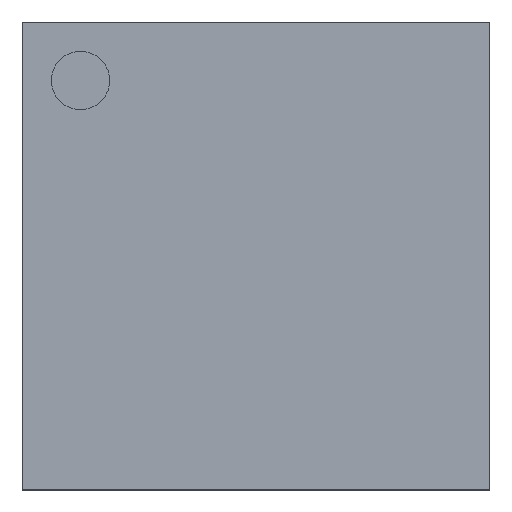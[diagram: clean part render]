
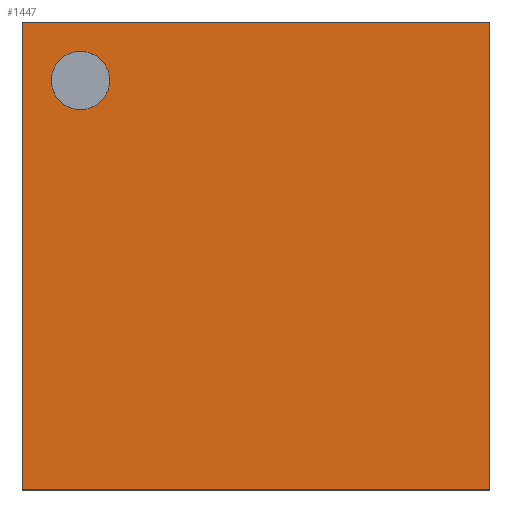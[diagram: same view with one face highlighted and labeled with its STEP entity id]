
A CAD part, top view. The second image highlights one B-rep face of the part: STEP entity #1447.
In plain terms, the highlighted planar face has unit normal (0, 0, 1).
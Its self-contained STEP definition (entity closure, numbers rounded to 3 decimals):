
#1258 = VERTEX_POINT('',#1259);
#1259 = CARTESIAN_POINT('',(-4.,-4.,1.1));
#1266 = PLANE('',#1267);
#1267 = AXIS2_PLACEMENT_3D('',#1268,#1269,#1270);
#1268 = CARTESIAN_POINT('',(-4.,-4.,0.4));
#1269 = DIRECTION('',(1.,0.,0.));
#1270 = DIRECTION('',(0.,0.,1.));
#1278 = PLANE('',#1279);
#1279 = AXIS2_PLACEMENT_3D('',#1280,#1281,#1282);
#1280 = CARTESIAN_POINT('',(-4.,-4.,0.4));
#1281 = DIRECTION('',(0.,1.,0.));
#1282 = DIRECTION('',(0.,0.,1.));
#1319 = VERTEX_POINT('',#1320);
#1320 = CARTESIAN_POINT('',(-4.,4.,1.1));
#1334 = PLANE('',#1335);
#1335 = AXIS2_PLACEMENT_3D('',#1336,#1337,#1338);
#1336 = CARTESIAN_POINT('',(-4.,4.,0.4));
#1337 = DIRECTION('',(0.,1.,0.));
#1338 = DIRECTION('',(0.,0.,1.));
#1346 = EDGE_CURVE('',#1258,#1319,#1347,.T.);
#1347 = SURFACE_CURVE('',#1348,(#1352,#1359),.PCURVE_S1.);
#1348 = LINE('',#1349,#1350);
#1349 = CARTESIAN_POINT('',(-4.,-4.,1.1));
#1350 = VECTOR('',#1351,1.);
#1351 = DIRECTION('',(0.,1.,0.));
#1352 = PCURVE('',#1266,#1353);
#1353 = DEFINITIONAL_REPRESENTATION('',(#1354),#1358);
#1354 = LINE('',#1355,#1356);
#1355 = CARTESIAN_POINT('',(0.7,0.));
#1356 = VECTOR('',#1357,1.);
#1357 = DIRECTION('',(0.,-1.));
#1358 = ( GEOMETRIC_REPRESENTATION_CONTEXT(2) 
PARAMETRIC_REPRESENTATION_CONTEXT() REPRESENTATION_CONTEXT('2D SPACE',''
  ) );
#1359 = PCURVE('',#1360,#1365);
#1360 = PLANE('',#1361);
#1361 = AXIS2_PLACEMENT_3D('',#1362,#1363,#1364);
#1362 = CARTESIAN_POINT('',(-4.,-4.,1.1));
#1363 = DIRECTION('',(0.,0.,1.));
#1364 = DIRECTION('',(1.,0.,0.));
#1365 = DEFINITIONAL_REPRESENTATION('',(#1366),#1370);
#1366 = LINE('',#1367,#1368);
#1367 = CARTESIAN_POINT('',(0.,0.));
#1368 = VECTOR('',#1369,1.);
#1369 = DIRECTION('',(0.,1.));
#1370 = ( GEOMETRIC_REPRESENTATION_CONTEXT(2) 
PARAMETRIC_REPRESENTATION_CONTEXT() REPRESENTATION_CONTEXT('2D SPACE',''
  ) );
#1399 = EDGE_CURVE('',#1258,#1400,#1402,.T.);
#1400 = VERTEX_POINT('',#1401);
#1401 = CARTESIAN_POINT('',(4.,-4.,1.1));
#1402 = SURFACE_CURVE('',#1403,(#1407,#1414),.PCURVE_S1.);
#1403 = LINE('',#1404,#1405);
#1404 = CARTESIAN_POINT('',(-4.,-4.,1.1));
#1405 = VECTOR('',#1406,1.);
#1406 = DIRECTION('',(1.,0.,0.));
#1407 = PCURVE('',#1278,#1408);
#1408 = DEFINITIONAL_REPRESENTATION('',(#1409),#1413);
#1409 = LINE('',#1410,#1411);
#1410 = CARTESIAN_POINT('',(0.7,0.));
#1411 = VECTOR('',#1412,1.);
#1412 = DIRECTION('',(0.,1.));
#1413 = ( GEOMETRIC_REPRESENTATION_CONTEXT(2) 
PARAMETRIC_REPRESENTATION_CONTEXT() REPRESENTATION_CONTEXT('2D SPACE',''
  ) );
#1414 = PCURVE('',#1360,#1415);
#1415 = DEFINITIONAL_REPRESENTATION('',(#1416),#1420);
#1416 = LINE('',#1417,#1418);
#1417 = CARTESIAN_POINT('',(0.,0.));
#1418 = VECTOR('',#1419,1.);
#1419 = DIRECTION('',(1.,0.));
#1420 = ( GEOMETRIC_REPRESENTATION_CONTEXT(2) 
PARAMETRIC_REPRESENTATION_CONTEXT() REPRESENTATION_CONTEXT('2D SPACE',''
  ) );
#1436 = PLANE('',#1437);
#1437 = AXIS2_PLACEMENT_3D('',#1438,#1439,#1440);
#1438 = CARTESIAN_POINT('',(4.,-4.,0.4));
#1439 = DIRECTION('',(1.,0.,0.));
#1440 = DIRECTION('',(0.,0.,1.));
#1447 = ADVANCED_FACE('',(#1448,#1496),#1360,.T.);
#1448 = FACE_BOUND('',#1449,.T.);
#1449 = EDGE_LOOP('',(#1450,#1451,#1452,#1475));
#1450 = ORIENTED_EDGE('',*,*,#1346,.F.);
#1451 = ORIENTED_EDGE('',*,*,#1399,.T.);
#1452 = ORIENTED_EDGE('',*,*,#1453,.T.);
#1453 = EDGE_CURVE('',#1400,#1454,#1456,.T.);
#1454 = VERTEX_POINT('',#1455);
#1455 = CARTESIAN_POINT('',(4.,4.,1.1));
#1456 = SURFACE_CURVE('',#1457,(#1461,#1468),.PCURVE_S1.);
#1457 = LINE('',#1458,#1459);
#1458 = CARTESIAN_POINT('',(4.,-4.,1.1));
#1459 = VECTOR('',#1460,1.);
#1460 = DIRECTION('',(0.,1.,0.));
#1461 = PCURVE('',#1360,#1462);
#1462 = DEFINITIONAL_REPRESENTATION('',(#1463),#1467);
#1463 = LINE('',#1464,#1465);
#1464 = CARTESIAN_POINT('',(8.,0.));
#1465 = VECTOR('',#1466,1.);
#1466 = DIRECTION('',(0.,1.));
#1467 = ( GEOMETRIC_REPRESENTATION_CONTEXT(2) 
PARAMETRIC_REPRESENTATION_CONTEXT() REPRESENTATION_CONTEXT('2D SPACE',''
  ) );
#1468 = PCURVE('',#1436,#1469);
#1469 = DEFINITIONAL_REPRESENTATION('',(#1470),#1474);
#1470 = LINE('',#1471,#1472);
#1471 = CARTESIAN_POINT('',(0.7,0.));
#1472 = VECTOR('',#1473,1.);
#1473 = DIRECTION('',(0.,-1.));
#1474 = ( GEOMETRIC_REPRESENTATION_CONTEXT(2) 
PARAMETRIC_REPRESENTATION_CONTEXT() REPRESENTATION_CONTEXT('2D SPACE',''
  ) );
#1475 = ORIENTED_EDGE('',*,*,#1476,.F.);
#1476 = EDGE_CURVE('',#1319,#1454,#1477,.T.);
#1477 = SURFACE_CURVE('',#1478,(#1482,#1489),.PCURVE_S1.);
#1478 = LINE('',#1479,#1480);
#1479 = CARTESIAN_POINT('',(-4.,4.,1.1));
#1480 = VECTOR('',#1481,1.);
#1481 = DIRECTION('',(1.,0.,0.));
#1482 = PCURVE('',#1360,#1483);
#1483 = DEFINITIONAL_REPRESENTATION('',(#1484),#1488);
#1484 = LINE('',#1485,#1486);
#1485 = CARTESIAN_POINT('',(0.,8.));
#1486 = VECTOR('',#1487,1.);
#1487 = DIRECTION('',(1.,0.));
#1488 = ( GEOMETRIC_REPRESENTATION_CONTEXT(2) 
PARAMETRIC_REPRESENTATION_CONTEXT() REPRESENTATION_CONTEXT('2D SPACE',''
  ) );
#1489 = PCURVE('',#1334,#1490);
#1490 = DEFINITIONAL_REPRESENTATION('',(#1491),#1495);
#1491 = LINE('',#1492,#1493);
#1492 = CARTESIAN_POINT('',(0.7,0.));
#1493 = VECTOR('',#1494,1.);
#1494 = DIRECTION('',(0.,1.));
#1495 = ( GEOMETRIC_REPRESENTATION_CONTEXT(2) 
PARAMETRIC_REPRESENTATION_CONTEXT() REPRESENTATION_CONTEXT('2D SPACE',''
  ) );
#1496 = FACE_BOUND('',#1497,.T.);
#1497 = EDGE_LOOP('',(#1498));
#1498 = ORIENTED_EDGE('',*,*,#1499,.F.);
#1499 = EDGE_CURVE('',#1500,#1500,#1502,.T.);
#1500 = VERTEX_POINT('',#1501);
#1501 = CARTESIAN_POINT('',(-2.5,3.,1.1));
#1502 = SURFACE_CURVE('',#1503,(#1508,#1515),.PCURVE_S1.);
#1503 = CIRCLE('',#1504,0.5);
#1504 = AXIS2_PLACEMENT_3D('',#1505,#1506,#1507);
#1505 = CARTESIAN_POINT('',(-3.,3.,1.1));
#1506 = DIRECTION('',(0.,0.,1.));
#1507 = DIRECTION('',(1.,0.,0.));
#1508 = PCURVE('',#1360,#1509);
#1509 = DEFINITIONAL_REPRESENTATION('',(#1510),#1514);
#1510 = CIRCLE('',#1511,0.5);
#1511 = AXIS2_PLACEMENT_2D('',#1512,#1513);
#1512 = CARTESIAN_POINT('',(1.,7.));
#1513 = DIRECTION('',(1.,0.));
#1514 = ( GEOMETRIC_REPRESENTATION_CONTEXT(2) 
PARAMETRIC_REPRESENTATION_CONTEXT() REPRESENTATION_CONTEXT('2D SPACE',''
  ) );
#1515 = PCURVE('',#1516,#1521);
#1516 = CYLINDRICAL_SURFACE('',#1517,0.5);
#1517 = AXIS2_PLACEMENT_3D('',#1518,#1519,#1520);
#1518 = CARTESIAN_POINT('',(-3.,3.,0.99));
#1519 = DIRECTION('',(0.,0.,1.));
#1520 = DIRECTION('',(1.,0.,0.));
#1521 = DEFINITIONAL_REPRESENTATION('',(#1522),#1526);
#1522 = LINE('',#1523,#1524);
#1523 = CARTESIAN_POINT('',(0.,0.11));
#1524 = VECTOR('',#1525,1.);
#1525 = DIRECTION('',(1.,0.));
#1526 = ( GEOMETRIC_REPRESENTATION_CONTEXT(2) 
PARAMETRIC_REPRESENTATION_CONTEXT() REPRESENTATION_CONTEXT('2D SPACE',''
  ) );
